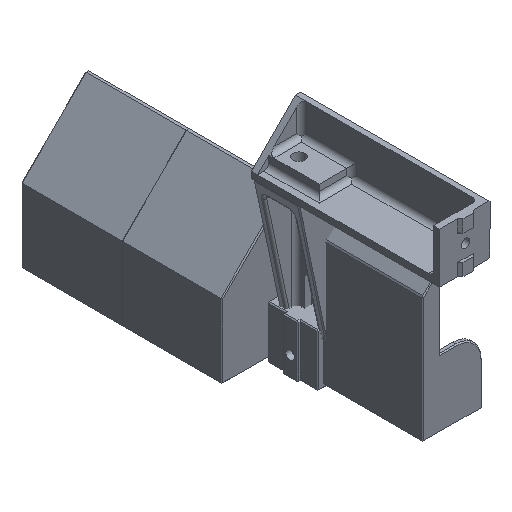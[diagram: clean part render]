
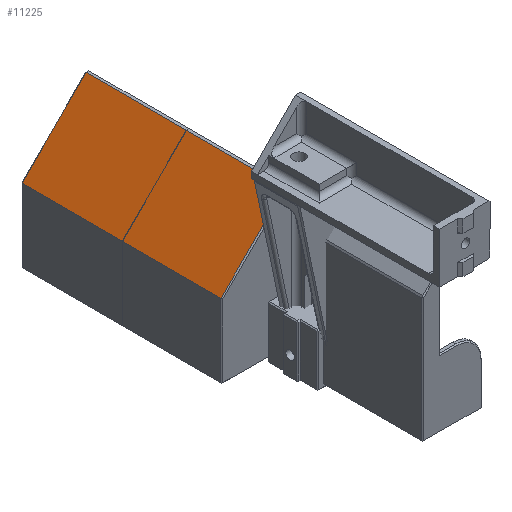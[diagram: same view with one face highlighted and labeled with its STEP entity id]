
A CAD part, isometric view. The second image highlights one B-rep face of the part: STEP entity #11225.
In plain terms, the highlighted face is planar.
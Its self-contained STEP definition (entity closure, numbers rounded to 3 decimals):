
#481=FACE_OUTER_BOUND('',#1132,.T.);
#1132=EDGE_LOOP('',(#7553,#7554,#7555,#7556));
#2003=LINE('',#15918,#3302);
#2147=LINE('',#16235,#3446);
#2170=LINE('',#16289,#3469);
#2171=LINE('',#16290,#3470);
#3302=VECTOR('',#12837,1000.);
#3446=VECTOR('',#13051,1000.);
#3469=VECTOR('',#13096,1000.);
#3470=VECTOR('',#13097,1000.);
#4602=VERTEX_POINT('',#15915);
#4603=VERTEX_POINT('',#15917);
#4740=VERTEX_POINT('',#16233);
#4741=VERTEX_POINT('',#16234);
#5659=EDGE_CURVE('',#4602,#4603,#2003,.T.);
#5809=EDGE_CURVE('',#4740,#4741,#2147,.T.);
#5836=EDGE_CURVE('',#4602,#4741,#2170,.F.);
#5837=EDGE_CURVE('',#4740,#4603,#2171,.F.);
#7553=ORIENTED_EDGE('',*,*,#5659,.F.);
#7554=ORIENTED_EDGE('',*,*,#5836,.T.);
#7555=ORIENTED_EDGE('',*,*,#5809,.F.);
#7556=ORIENTED_EDGE('',*,*,#5837,.T.);
#10759=PLANE('',#11977);
#11225=ADVANCED_FACE('',(#481),#10759,.F.);
#11977=AXIS2_PLACEMENT_3D('',#16288,#13094,#13095);
#12837=DIRECTION('',(1.,0.,0.));
#13051=DIRECTION('',(-1.,0.,0.));
#13094=DIRECTION('center_axis',(0.,0.707,0.707));
#13095=DIRECTION('ref_axis',(-1.,0.,0.));
#13096=DIRECTION('',(0.,-0.707,0.707));
#13097=DIRECTION('',(0.,0.707,-0.707));
#15915=CARTESIAN_POINT('',(-89.297,-25.015,2.));
#15917=CARTESIAN_POINT('',(-10.097,-25.015,2.));
#15918=CARTESIAN_POINT('',(50.303,-25.015,2.));
#16233=CARTESIAN_POINT('',(-10.097,0.485,-23.5));
#16234=CARTESIAN_POINT('',(-89.297,0.485,-23.5));
#16235=CARTESIAN_POINT('',(0.,0.485,-23.5));
#16288=CARTESIAN_POINT('Origin',(0.,0.485,
-23.5));
#16289=CARTESIAN_POINT('',(-89.297,0.485,-23.5));
#16290=CARTESIAN_POINT('',(-10.097,0.485,-23.5));
